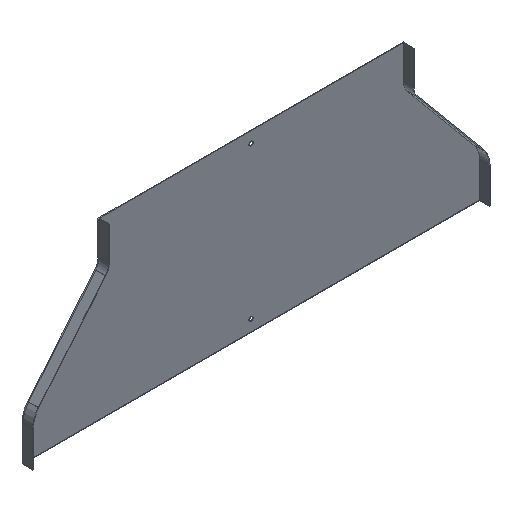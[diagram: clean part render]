
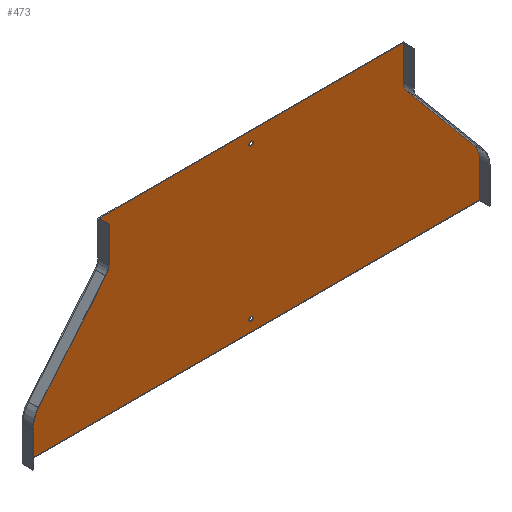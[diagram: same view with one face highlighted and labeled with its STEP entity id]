
A CAD part, isometric view. The second image highlights one B-rep face of the part: STEP entity #473.
In plain terms, the highlighted planar face has unit normal (0, -1, 0).
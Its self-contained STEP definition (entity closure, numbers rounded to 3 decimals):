
#24 = EDGE_CURVE ( 'NONE', #765, #766, #161, .T. ) ;
#40 = EDGE_CURVE ( 'NONE', #312, #312, #191, .T. ) ;
#41 = EDGE_CURVE ( 'NONE', #309, #309, #192, .T. ) ;
#42 = EDGE_CURVE ( 'NONE', #773, #767, #193, .T. ) ;
#43 = EDGE_CURVE ( 'NONE', #767, #747, #182, .T. ) ;
#44 = EDGE_CURVE ( 'NONE', #787, #769, #189, .T. ) ;
#45 = EDGE_CURVE ( 'NONE', #769, #777, #195, .T. ) ;
#46 = EDGE_CURVE ( 'NONE', #777, #778, #197, .T. ) ;
#47 = EDGE_CURVE ( 'NONE', #778, #779, #198, .T. ) ;
#48 = EDGE_CURVE ( 'NONE', #779, #766, #200, .T. ) ;
#49 = EDGE_CURVE ( 'NONE', #765, #774, #201, .T. ) ;
#50 = EDGE_CURVE ( 'NONE', #774, #781, #203, .T. ) ;
#51 = EDGE_CURVE ( 'NONE', #781, #773, #205, .T. ) ;
#76 = EDGE_CURVE ( 'NONE', #787, #747, #249, .T. ) ;
#95 = AXIS2_PLACEMENT_3D ( 'NONE', #415, #435, #429 ) ;
#96 = AXIS2_PLACEMENT_3D ( 'NONE', #431, #432, #424 ) ;
#97 = AXIS2_PLACEMENT_3D ( 'NONE', #426, #427, #428 ) ;
#98 = AXIS2_PLACEMENT_3D ( 'NONE', #411, #412, #413 ) ;
#99 = AXIS2_PLACEMENT_3D ( 'NONE', #444, #445, #446 ) ;
#100 = AXIS2_PLACEMENT_3D ( 'NONE', #358, #439, #354 ) ;
#123 = AXIS2_PLACEMENT_3D ( 'NONE', #526, #513, #532 ) ;
#161 = LINE ( 'NONE', #409, #164 ) ;
#164 = VECTOR ( 'NONE', #453, 1000. ) ;
#182 = LINE ( 'NONE', #425, #194 ) ;
#189 = LINE ( 'NONE', #406, #196 ) ;
#191 = CIRCLE ( 'NONE', #95, 2.5 ) ;
#192 = CIRCLE ( 'NONE', #96, 2.5 ) ;
#193 = CIRCLE ( 'NONE', #97, 18.8 ) ;
#194 = VECTOR ( 'NONE', #414, 1000. ) ;
#195 = CIRCLE ( 'NONE', #98, 18.8 ) ;
#196 = VECTOR ( 'NONE', #407, 1000. ) ;
#197 = LINE ( 'NONE', #368, #199 ) ;
#198 = CIRCLE ( 'NONE', #99, 31.2 ) ;
#199 = VECTOR ( 'NONE', #430, 1000. ) ;
#200 = LINE ( 'NONE', #408, #202 ) ;
#201 = LINE ( 'NONE', #449, #204 ) ;
#202 = VECTOR ( 'NONE', #410, 1000. ) ;
#203 = CIRCLE ( 'NONE', #100, 31.2 ) ;
#204 = VECTOR ( 'NONE', #356, 1000. ) ;
#205 = LINE ( 'NONE', #454, #207 ) ;
#207 = VECTOR ( 'NONE', #455, 1000. ) ;
#249 = LINE ( 'NONE', #584, #252 ) ;
#252 = VECTOR ( 'NONE', #625, 1000. ) ;
#287 = FACE_BOUND ( 'NONE', #794, .T. ) ;
#293 = FACE_OUTER_BOUND ( 'NONE', #802, .T. ) ;
#298 = FACE_BOUND ( 'NONE', #806, .T. ) ;
#309 = VERTEX_POINT ( 'NONE', #647 ) ;
#312 = VERTEX_POINT ( 'NONE', #637 ) ;
#354 = DIRECTION ( 'NONE',  ( 0., 0., 1. ) ) ;
#356 = DIRECTION ( 'NONE',  ( 0., 0., 1. ) ) ;
#358 = CARTESIAN_POINT ( 'NONE',  ( 269., 0., -182.965 ) ) ;
#368 = CARTESIAN_POINT ( 'NONE',  ( -204.557, 0., -56.898 ) ) ;
#406 = CARTESIAN_POINT ( 'NONE',  ( -200.2, 0., -44.863 ) ) ;
#407 = DIRECTION ( 'NONE',  ( 0., 0., -1. ) ) ;
#408 = CARTESIAN_POINT ( 'NONE',  ( -300.2, 0., -44.863 ) ) ;
#409 = CARTESIAN_POINT ( 'NONE',  ( -301., 0., -230. ) ) ;
#410 = DIRECTION ( 'NONE',  ( 0., 0., -1. ) ) ;
#411 = CARTESIAN_POINT ( 'NONE',  ( -219., 0., -44.863 ) ) ;
#412 = DIRECTION ( 'NONE',  ( 0., 1., 0. ) ) ;
#413 = DIRECTION ( 'NONE',  ( 0., 0., 1. ) ) ;
#414 = DIRECTION ( 'NONE',  ( 0., 0., 1. ) ) ;
#415 = CARTESIAN_POINT ( 'NONE',  ( 0., 0., -15. ) ) ;
#424 = DIRECTION ( 'NONE',  ( 0., 0., 1. ) ) ;
#425 = CARTESIAN_POINT ( 'NONE',  ( 200.2, 0., -44.863 ) ) ;
#426 = CARTESIAN_POINT ( 'NONE',  ( 219., 0., -44.863 ) ) ;
#427 = DIRECTION ( 'NONE',  ( 0., 1., 0. ) ) ;
#428 = DIRECTION ( 'NONE',  ( 0., 0., 1. ) ) ;
#429 = DIRECTION ( 'NONE',  ( 0., 0., 1. ) ) ;
#430 = DIRECTION ( 'NONE',  ( -0.64, 0., -0.768 ) ) ;
#431 = CARTESIAN_POINT ( 'NONE',  ( 0., 0., -215. ) ) ;
#432 = DIRECTION ( 'NONE',  ( 0., 1., 0. ) ) ;
#435 = DIRECTION ( 'NONE',  ( 0., 1., 0. ) ) ;
#439 = DIRECTION ( 'NONE',  ( 0., -1., 0. ) ) ;
#444 = CARTESIAN_POINT ( 'NONE',  ( -269., 0., -182.965 ) ) ;
#445 = DIRECTION ( 'NONE',  ( 0., -1., 0. ) ) ;
#446 = DIRECTION ( 'NONE',  ( 0., 0., 1. ) ) ;
#449 = CARTESIAN_POINT ( 'NONE',  ( 300.2, 0., -44.863 ) ) ;
#453 = DIRECTION ( 'NONE',  ( -1., 0., 0. ) ) ;
#454 = CARTESIAN_POINT ( 'NONE',  ( 25.049, 0., 158.512 ) ) ;
#455 = DIRECTION ( 'NONE',  ( -0.64, 0., 0.768 ) ) ;
#473 = ADVANCED_FACE ( 'NONE', ( #287, #298, #293 ), #539, .F. ) ;
#513 = DIRECTION ( 'NONE',  ( 0., 1., 0. ) ) ;
#526 = CARTESIAN_POINT ( 'NONE',  ( -219., 0., -44.863 ) ) ;
#532 = DIRECTION ( 'NONE',  ( 0., 0., 1. ) ) ;
#539 = PLANE ( 'NONE',  #123 ) ;
#541 = CARTESIAN_POINT ( 'NONE',  ( 200.2, 0., 0. ) ) ;
#555 = CARTESIAN_POINT ( 'NONE',  ( -200.2, 0., -44.863 ) ) ;
#584 = CARTESIAN_POINT ( 'NONE',  ( -201., 0., 0. ) ) ;
#620 = CARTESIAN_POINT ( 'NONE',  ( 200.2, 0., -44.863 ) ) ;
#621 = CARTESIAN_POINT ( 'NONE',  ( -300.2, 0., -230. ) ) ;
#622 = CARTESIAN_POINT ( 'NONE',  ( 300.2, 0., -230. ) ) ;
#624 = CARTESIAN_POINT ( 'NONE',  ( 300.2, 0., -182.965 ) ) ;
#625 = DIRECTION ( 'NONE',  ( 1., 0., 0. ) ) ;
#626 = CARTESIAN_POINT ( 'NONE',  ( 204.557, 0., -56.898 ) ) ;
#631 = CARTESIAN_POINT ( 'NONE',  ( -292.969, 0., -162.991 ) ) ;
#632 = CARTESIAN_POINT ( 'NONE',  ( -204.557, 0., -56.898 ) ) ;
#637 = CARTESIAN_POINT ( 'NONE',  ( 0., 0., -12.5 ) ) ;
#647 = CARTESIAN_POINT ( 'NONE',  ( 0., 0., -212.5 ) ) ;
#651 = CARTESIAN_POINT ( 'NONE',  ( 292.969, 0., -162.991 ) ) ;
#653 = CARTESIAN_POINT ( 'NONE',  ( -200.2, 0., 0. ) ) ;
#694 = CARTESIAN_POINT ( 'NONE',  ( -300.2, 0., -182.965 ) ) ;
#747 = VERTEX_POINT ( 'NONE', #541 ) ;
#765 = VERTEX_POINT ( 'NONE', #622 ) ;
#766 = VERTEX_POINT ( 'NONE', #621 ) ;
#767 = VERTEX_POINT ( 'NONE', #620 ) ;
#769 = VERTEX_POINT ( 'NONE', #555 ) ;
#773 = VERTEX_POINT ( 'NONE', #626 ) ;
#774 = VERTEX_POINT ( 'NONE', #624 ) ;
#777 = VERTEX_POINT ( 'NONE', #632 ) ;
#778 = VERTEX_POINT ( 'NONE', #631 ) ;
#779 = VERTEX_POINT ( 'NONE', #694 ) ;
#781 = VERTEX_POINT ( 'NONE', #651 ) ;
#787 = VERTEX_POINT ( 'NONE', #653 ) ;
#794 = EDGE_LOOP ( 'NONE', ( #893 ) ) ;
#802 = EDGE_LOOP ( 'NONE', ( #895, #896, #897, #898, #899, #900, #901, #902, #903, #904, #905, #906 ) ) ;
#806 = EDGE_LOOP ( 'NONE', ( #894 ) ) ;
#893 = ORIENTED_EDGE ( 'NONE', *, *, #40, .T. ) ;
#894 = ORIENTED_EDGE ( 'NONE', *, *, #41, .T. ) ;
#895 = ORIENTED_EDGE ( 'NONE', *, *, #42, .T. ) ;
#896 = ORIENTED_EDGE ( 'NONE', *, *, #43, .T. ) ;
#897 = ORIENTED_EDGE ( 'NONE', *, *, #76, .F. ) ;
#898 = ORIENTED_EDGE ( 'NONE', *, *, #44, .T. ) ;
#899 = ORIENTED_EDGE ( 'NONE', *, *, #45, .T. ) ;
#900 = ORIENTED_EDGE ( 'NONE', *, *, #46, .T. ) ;
#901 = ORIENTED_EDGE ( 'NONE', *, *, #47, .T. ) ;
#902 = ORIENTED_EDGE ( 'NONE', *, *, #48, .T. ) ;
#903 = ORIENTED_EDGE ( 'NONE', *, *, #24, .F. ) ;
#904 = ORIENTED_EDGE ( 'NONE', *, *, #49, .T. ) ;
#905 = ORIENTED_EDGE ( 'NONE', *, *, #50, .T. ) ;
#906 = ORIENTED_EDGE ( 'NONE', *, *, #51, .T. ) ;
